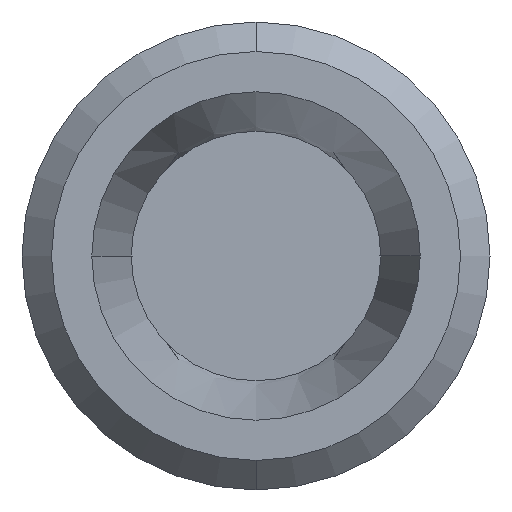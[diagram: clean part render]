
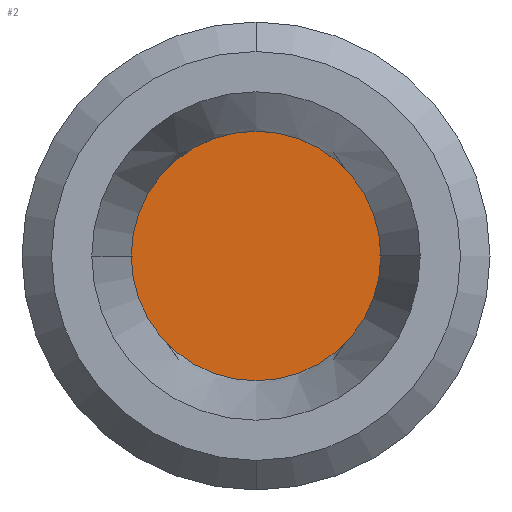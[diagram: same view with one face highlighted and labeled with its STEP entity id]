
A CAD part, left-side view. The second image highlights one B-rep face of the part: STEP entity #2.
In plain terms, the highlighted planar face has unit normal (-1, 0, 0).
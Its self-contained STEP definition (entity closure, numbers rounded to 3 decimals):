
#2 = ADVANCED_FACE ( 'NONE', ( #1076 ), #1341, .T. ) ;
#83 = ORIENTED_EDGE ( 'NONE', *, *, #595, .F. ) ;
#108 = CIRCLE ( 'NONE', #379, 24.64 ) ;
#205 = DIRECTION ( 'NONE',  ( 1., 0., 0. ) ) ;
#269 = AXIS2_PLACEMENT_3D ( 'NONE', #341, #1127, #1011 ) ;
#341 = CARTESIAN_POINT ( 'NONE',  ( -40.127, 0., 0. ) ) ;
#379 = AXIS2_PLACEMENT_3D ( 'NONE', #580, #205, #1092 ) ;
#404 = VERTEX_POINT ( 'NONE', #540 ) ;
#540 = CARTESIAN_POINT ( 'NONE',  ( -40.127, 24.64, 0. ) ) ;
#567 = AXIS2_PLACEMENT_3D ( 'NONE', #1446, #783, #811 ) ;
#580 = CARTESIAN_POINT ( 'NONE',  ( -40.127, 0., 0. ) ) ;
#595 = EDGE_CURVE ( 'NONE', #1689, #404, #108, .T. ) ;
#680 = ORIENTED_EDGE ( 'NONE', *, *, #754, .F. ) ;
#754 = EDGE_CURVE ( 'NONE', #404, #1689, #1091, .T. ) ;
#783 = DIRECTION ( 'NONE',  ( -1., 0., 0. ) ) ;
#811 = DIRECTION ( 'NONE',  ( 0., 0., 1. ) ) ;
#953 = EDGE_LOOP ( 'NONE', ( #680, #83 ) ) ;
#1011 = DIRECTION ( 'NONE',  ( 0., 0., -1. ) ) ;
#1076 = FACE_OUTER_BOUND ( 'NONE', #953, .T. ) ;
#1091 = CIRCLE ( 'NONE', #269, 24.64 ) ;
#1092 = DIRECTION ( 'NONE',  ( 0., 0., -1. ) ) ;
#1127 = DIRECTION ( 'NONE',  ( 1., 0., 0. ) ) ;
#1341 = PLANE ( 'NONE',  #567 ) ;
#1402 = CARTESIAN_POINT ( 'NONE',  ( -40.127, -24.64, 0. ) ) ;
#1446 = CARTESIAN_POINT ( 'NONE',  ( -40.127, 0., 0. ) ) ;
#1689 = VERTEX_POINT ( 'NONE', #1402 ) ;
